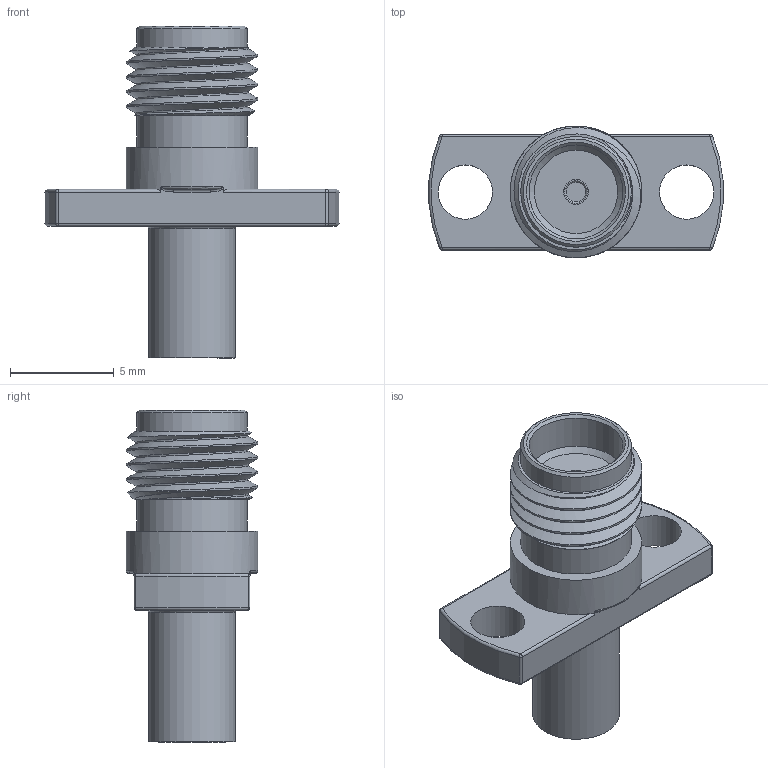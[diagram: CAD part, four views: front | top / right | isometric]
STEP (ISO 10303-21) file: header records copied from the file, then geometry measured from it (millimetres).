
FILE_DESCRIPTION (( 'STEP AP203' ), '1' );
FILE_NAME ('SM8843_3D.step', '2022-12-16T15:48:49', ( '' ), ( '' ), 'SwSTEP 2.0', 'SolidWorks 2021', '' );
FILE_SCHEMA (( 'CONFIG_CONTROL_DESIGN' ));
Length unit declared in the file: inch
Products named in the file (1): SM8843_3D
Bounding box: 14.18 x 6.35 x 16 mm (x, y, z)
Volume: 354.3 mm3; surface area: 566.9 mm2
Topology: 1 solids, 1 shells, 76 faces, 172 edges, 97 vertices
Faces by surface type: cylinder 28, plane 16, cone 9, sphere 9, bspline 7, torus 7
Full cylindrical faces by diameter (mm): 0.381 x1, 0.94 x1, 1.194 x1, 2.616 x2, 3.235 x1, 3.401 x1, 3.81 x1, 4.166 x1, 4.521 x1, 5.334 x2, 6.35 x1
Entity records: 3449 total; most frequent: CARTESIAN_POINT 1877, DIRECTION 322, ORIENTED_EDGE 270, AXIS2_PLACEMENT_3D 147, EDGE_CURVE 135, EDGE_LOOP 110, VERTEX_POINT 91, FACE_OUTER_BOUND 90
